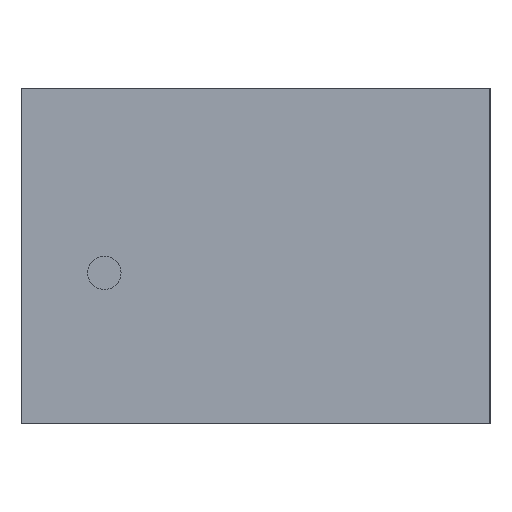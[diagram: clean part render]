
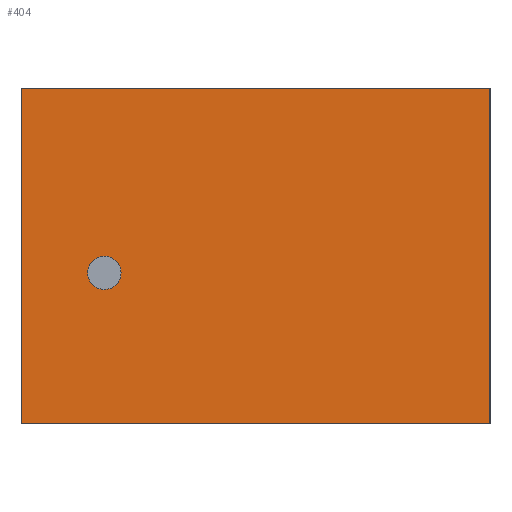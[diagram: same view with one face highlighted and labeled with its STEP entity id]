
A CAD part, left-side view. The second image highlights one B-rep face of the part: STEP entity #404.
In plain terms, the highlighted planar face has unit normal (-1, 0, 0).
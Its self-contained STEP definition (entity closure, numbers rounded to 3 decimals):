
#19=FACE_BOUND('',#64,.T.);
#25=CIRCLE('',#441,2.5);
#40=FACE_OUTER_BOUND('',#63,.T.);
#63=EDGE_LOOP('',(#340,#341,#342,#343));
#64=EDGE_LOOP('',(#344));
#100=LINE('',#614,#150);
#110=LINE('',#634,#160);
#116=LINE('',#650,#166);
#117=LINE('',#651,#167);
#150=VECTOR('',#501,10.);
#160=VECTOR('',#517,10.);
#166=VECTOR('',#533,10.);
#167=VECTOR('',#534,10.);
#194=VERTEX_POINT('',#612);
#195=VERTEX_POINT('',#613);
#202=VERTEX_POINT('',#632);
#204=VERTEX_POINT('',#639);
#207=VERTEX_POINT('',#649);
#237=EDGE_CURVE('',#194,#195,#100,.T.);
#248=EDGE_CURVE('',#202,#194,#110,.T.);
#252=EDGE_CURVE('',#204,#204,#25,.T.);
#256=EDGE_CURVE('',#202,#207,#116,.T.);
#257=EDGE_CURVE('',#207,#195,#117,.T.);
#340=ORIENTED_EDGE('',*,*,#256,.T.);
#341=ORIENTED_EDGE('',*,*,#257,.T.);
#342=ORIENTED_EDGE('',*,*,#237,.F.);
#343=ORIENTED_EDGE('',*,*,#248,.F.);
#344=ORIENTED_EDGE('',*,*,#252,.T.);
#383=PLANE('',#443);
#404=ADVANCED_FACE('',(#40,#19),#383,.T.);
#441=AXIS2_PLACEMENT_3D('',#641,#524,#525);
#443=AXIS2_PLACEMENT_3D('',#648,#531,#532);
#501=DIRECTION('',(0.,-1.,0.));
#517=DIRECTION('',(0.,0.,1.));
#524=DIRECTION('center_axis',(1.,0.,0.));
#525=DIRECTION('ref_axis',(0.,1.,0.));
#531=DIRECTION('center_axis',(-1.,0.,0.));
#532=DIRECTION('ref_axis',(0.,-1.,0.));
#533=DIRECTION('',(0.,-1.,0.));
#534=DIRECTION('',(0.,0.,1.));
#612=CARTESIAN_POINT('',(0.,70.,50.));
#613=CARTESIAN_POINT('',(0.,0.,50.));
#614=CARTESIAN_POINT('',(0.,70.,50.));
#632=CARTESIAN_POINT('',(0.,70.,0.));
#634=CARTESIAN_POINT('',(0.,70.,0.));
#639=CARTESIAN_POINT('',(0.,55.177,22.47));
#641=CARTESIAN_POINT('Origin',(0.,57.677,22.47));
#648=CARTESIAN_POINT('Origin',(0.,70.,0.));
#649=CARTESIAN_POINT('',(0.,0.,0.));
#650=CARTESIAN_POINT('',(0.,70.,0.));
#651=CARTESIAN_POINT('',(0.,0.,0.));
